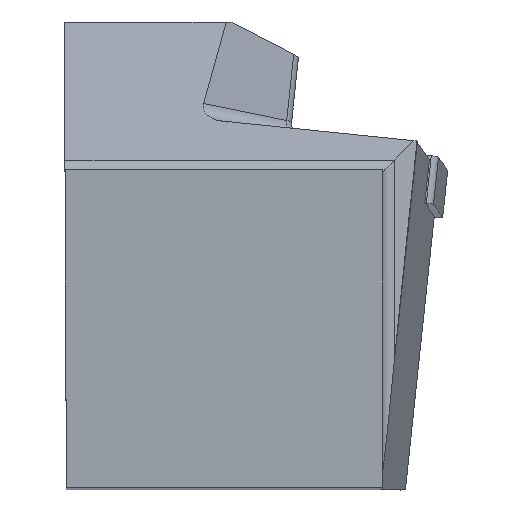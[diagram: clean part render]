
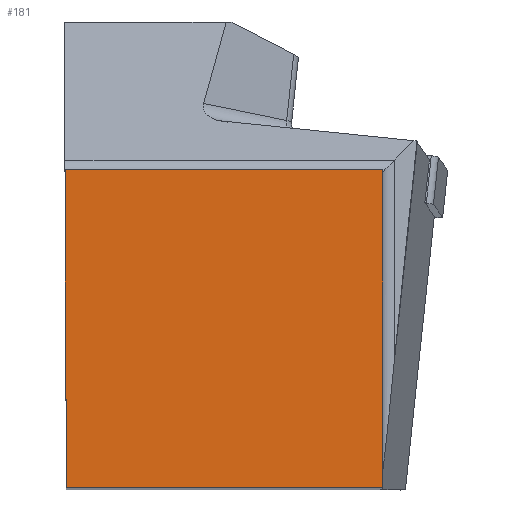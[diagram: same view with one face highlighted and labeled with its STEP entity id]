
A CAD part, top view. The second image highlights one B-rep face of the part: STEP entity #181.
In plain terms, the highlighted planar face has unit normal (0, 0, 1).
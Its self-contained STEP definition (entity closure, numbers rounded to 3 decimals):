
#138=FACE_OUTER_BOUND('',#420,.T.);
#181=ADVANCED_FACE('SHANK_FACE_BACK',(#138),#221,.F.);
#221=PLANE('',#985);
#275=LINE('',#1469,#352);
#287=LINE('',#1498,#364);
#288=LINE('',#1500,#365);
#289=LINE('',#1502,#366);
#352=VECTOR('',#1142,1.);
#364=VECTOR('',#1168,1.);
#365=VECTOR('',#1169,1.);
#366=VECTOR('',#1170,1.);
#420=EDGE_LOOP('',(#555,#556,#557,#558));
#555=ORIENTED_EDGE('',*,*,#802,.F.);
#556=ORIENTED_EDGE('',*,*,#817,.T.);
#557=ORIENTED_EDGE('',*,*,#818,.T.);
#558=ORIENTED_EDGE('',*,*,#819,.F.);
#716=VERTEX_POINT('',#1468);
#717=VERTEX_POINT('',#1470);
#727=VERTEX_POINT('',#1499);
#728=VERTEX_POINT('',#1501);
#802=EDGE_CURVE('',#716,#717,#275,.T.);
#817=EDGE_CURVE('',#716,#727,#287,.T.);
#818=EDGE_CURVE('',#727,#728,#288,.T.);
#819=EDGE_CURVE('',#717,#728,#289,.T.);
#985=AXIS2_PLACEMENT_3D('',#1503,#1171,#1172);
#1142=DIRECTION('',(-0.004,1.,0.));
#1168=DIRECTION('',(1.,0.,0.));
#1169=DIRECTION('',(0.,1.,0.));
#1170=DIRECTION('',(1.,0.,0.));
#1171=DIRECTION('',(0.,0.,-1.));
#1172=DIRECTION('',(-0.995,0.105,0.));
#1468=CARTESIAN_POINT('',(0.138,0.,0.));
#1469=CARTESIAN_POINT('',(0.968,-190.222,0.));
#1470=CARTESIAN_POINT('',(0.,31.623,0.));
#1498=CARTESIAN_POINT('',(-7.081,0.,0.));
#1499=CARTESIAN_POINT('',(31.623,0.,0.));
#1500=CARTESIAN_POINT('',(31.623,-7.081,0.));
#1501=CARTESIAN_POINT('',(31.623,31.623,0.));
#1502=CARTESIAN_POINT('',(-7.081,31.623,0.));
#1503=CARTESIAN_POINT('',(0.,0.,
0.));
